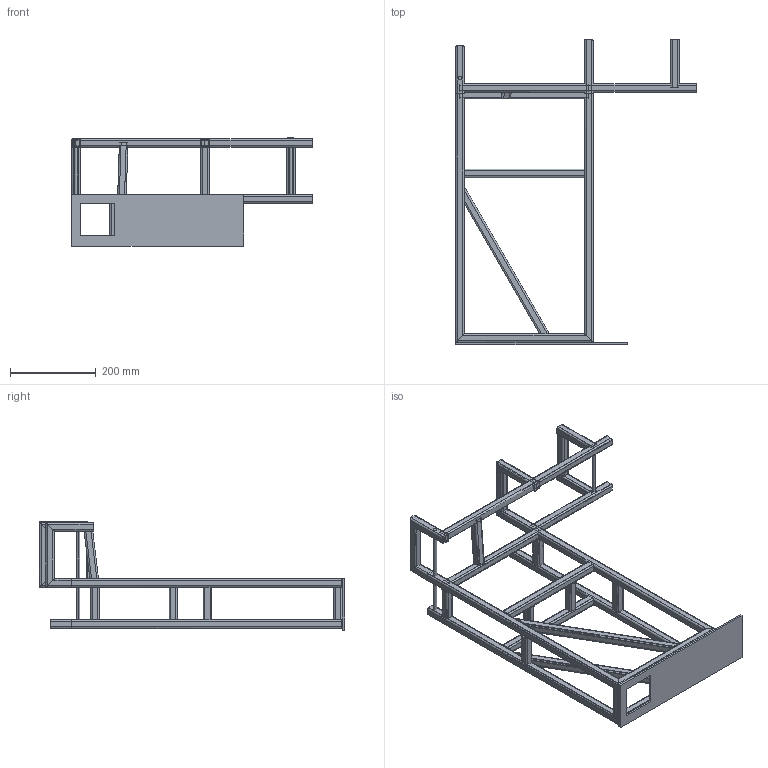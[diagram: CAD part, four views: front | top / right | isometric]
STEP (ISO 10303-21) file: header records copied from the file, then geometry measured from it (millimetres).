
FILE_DESCRIPTION (( 'STEP AP214' ), '1' );
FILE_NAME ('support.STEP', '2020-02-05T16:56:04', ( '' ), ( '' ), 'SwSTEP 2.0', 'SolidWorks 2019', '' );
FILE_SCHEMA (( 'AUTOMOTIVE_DESIGN' ));
Length unit declared in the file: millimetre
Products named in the file (1): support
Bounding box: 560.04 x 710 x 251.99 mm (x, y, z)
Volume: 1189164.7 mm3; surface area: 1071742.9 mm2
Topology: 35 solids, 35 shells, 599 faces, 1587 edges, 1058 vertices
Faces by surface type: plane 335, cylinder 264
Entity records: 18991 total; most frequent: CARTESIAN_POINT 3761, ORIENTED_EDGE 3174, DIRECTION 2973, EDGE_CURVE 1587, VERTEX_POINT 1058, VECTOR 1057, LINE 1057, AXIS2_PLACEMENT_3D 958
